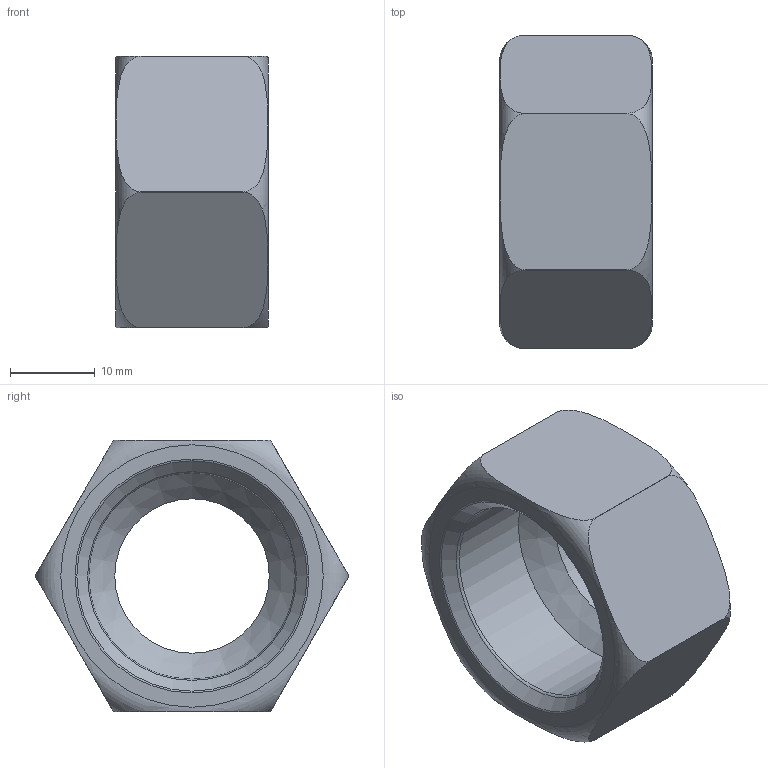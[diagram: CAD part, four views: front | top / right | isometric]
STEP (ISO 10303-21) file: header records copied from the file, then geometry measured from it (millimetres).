
FILE_DESCRIPTION(/* description */ (''),/* implementation_level */ '2;1');
FILE_NAME(/* name */ 'X-M18.stp',/* time_stamp */ '2025-01-15T15:54:40+01:00',/* author */ (''),/* organization */ (''),/* preprocessor_version */ 'ST-DEVELOPER v16',/* originating_system */ 'SIEMENS PLM Software NX 10.0',/* authorisation */ '');
FILE_SCHEMA (('AP203_CONFIGURATION_CONTROLLED_3D_DESIGN_OF_MECHANICAL_PARTS_AND_ASSEMBLIES_MIM_LF { 1 0 10303 403 2 1 2}'));
Length unit declared in the file: millimetre
Products named in the file (1): nwer36809CEC4puc
Bounding box: 18 x 36.93 x 32 mm (x, y, z)
Volume: 8467.7 mm3; surface area: 4270.1 mm2
Topology: 1 solids, 1 shells, 129 faces, 348 edges, 231 vertices
Faces by surface type: plane 108, cylinder 8, extrusion 6, torus 4, cone 3
Full cylindrical faces by diameter (mm): 18.2 x1, 24.3 x1
Entity records: 4503 total; most frequent: CARTESIAN_POINT 1619, ORIENTED_EDGE 666, DIRECTION 405, EDGE_CURVE 333, VERTEX_POINT 226, B_SPLINE_CURVE_WITH_KNOTS 210, EDGE_LOOP 151, AXIS2_PLACEMENT_3D 146
